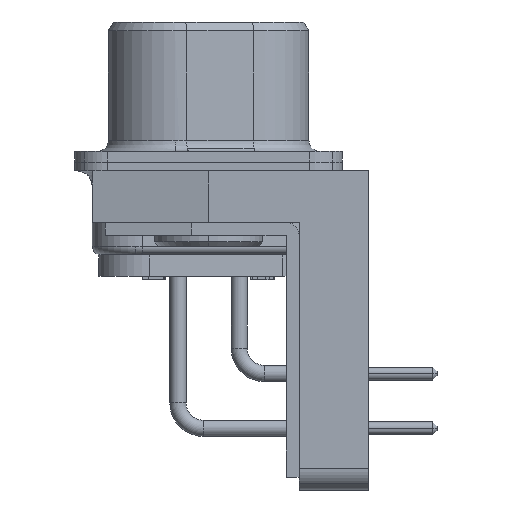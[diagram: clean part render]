
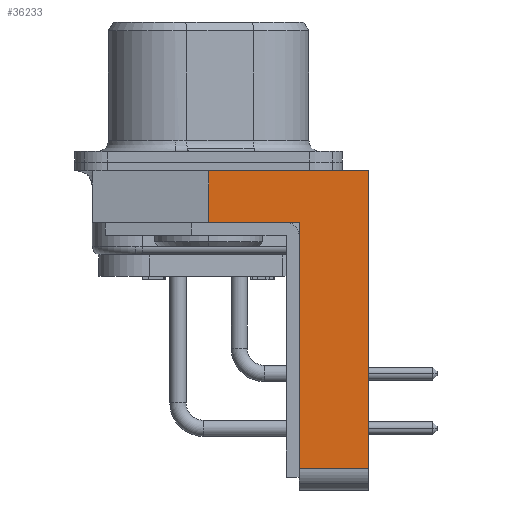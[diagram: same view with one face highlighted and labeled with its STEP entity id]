
A CAD part, left-side view. The second image highlights one B-rep face of the part: STEP entity #36233.
In plain terms, the highlighted planar face has unit normal (-1, 0, 0).
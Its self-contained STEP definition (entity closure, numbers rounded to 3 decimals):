
#33632=CARTESIAN_POINT('',(-26.4,0.,-13.8));
#33633=VERTEX_POINT('',#33632);
#33641=CARTESIAN_POINT('',(-26.4,3.2,-13.8));
#33642=VERTEX_POINT('',#33641);
#33643=CARTESIAN_POINT('',(-26.4,0.,-13.8));
#33644=DIRECTION('',(0.0,1.0,0.0));
#33645=VECTOR('',#33644,3.2);
#33646=LINE('',#33643,#33645);
#33647=EDGE_CURVE('',#33633,#33642,#33646,.T.);
#33681=CARTESIAN_POINT('',(-26.4,0.,0.0));
#33682=VERTEX_POINT('',#33681);
#33689=CARTESIAN_POINT('',(-26.4,0.,0.0));
#33690=DIRECTION('',(0.0,0.0,-1.0));
#33691=VECTOR('',#33690,13.8);
#33692=LINE('',#33689,#33691);
#33693=EDGE_CURVE('',#33682,#33633,#33692,.T.);
#36006=CARTESIAN_POINT('',(-26.4,3.2,-2.4));
#36007=VERTEX_POINT('',#36006);
#36008=CARTESIAN_POINT('',(-26.4,3.2,-2.4));
#36009=DIRECTION('',(0.0,0.0,-1.0));
#36010=VECTOR('',#36009,11.4);
#36011=LINE('',#36008,#36010);
#36012=EDGE_CURVE('',#36007,#33642,#36011,.T.);
#36184=CARTESIAN_POINT('',(-26.4,7.4,-2.4));
#36185=VERTEX_POINT('',#36184);
#36192=CARTESIAN_POINT('',(-26.4,7.4,0.0));
#36193=VERTEX_POINT('',#36192);
#36194=CARTESIAN_POINT('',(-26.4,7.4,0.0));
#36195=DIRECTION('',(0.0,0.0,-1.0));
#36196=VECTOR('',#36195,2.4);
#36197=LINE('',#36194,#36196);
#36198=EDGE_CURVE('',#36193,#36185,#36197,.T.);
#36210=CARTESIAN_POINT('',(-26.4,7.4,0.0));
#36211=DIRECTION('',(-1.0,0.0,0.0));
#36212=DIRECTION('',(0.0,0.0,1.0));
#36213=AXIS2_PLACEMENT_3D('',#36210,#36211,#36212);
#36214=PLANE('',#36213);
#36215=ORIENTED_EDGE('',*,*,#33647,.F.);
#36216=ORIENTED_EDGE('',*,*,#33693,.F.);
#36217=CARTESIAN_POINT('',(-26.4,7.4,0.0));
#36218=DIRECTION('',(0.0,-1.0,0.0));
#36219=VECTOR('',#36218,7.4);
#36220=LINE('',#36217,#36219);
#36221=EDGE_CURVE('',#36193,#33682,#36220,.T.);
#36222=ORIENTED_EDGE('',*,*,#36221,.F.);
#36223=ORIENTED_EDGE('',*,*,#36198,.T.);
#36224=CARTESIAN_POINT('',(-26.4,7.4,-2.4));
#36225=DIRECTION('',(0.0,-1.0,0.0));
#36226=VECTOR('',#36225,4.2);
#36227=LINE('',#36224,#36226);
#36228=EDGE_CURVE('',#36185,#36007,#36227,.T.);
#36229=ORIENTED_EDGE('',*,*,#36228,.T.);
#36230=ORIENTED_EDGE('',*,*,#36012,.T.);
#36231=EDGE_LOOP('',(#36215,#36216,#36222,#36223,#36229,#36230));
#36232=FACE_OUTER_BOUND('',#36231,.T.);
#36233=ADVANCED_FACE('',(#36232),#36214,.T.);
